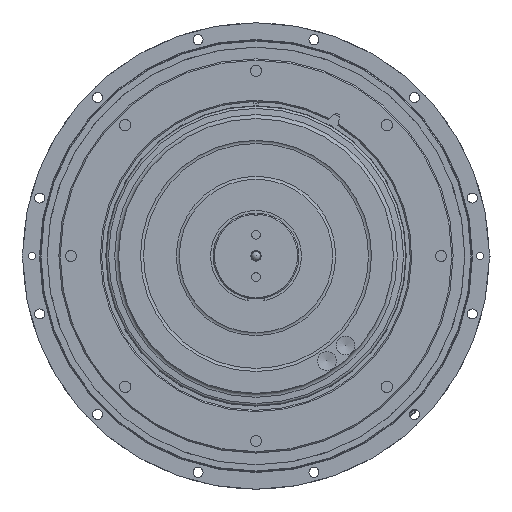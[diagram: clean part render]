
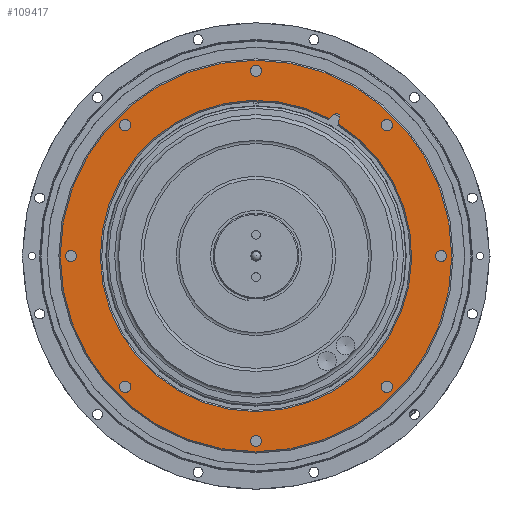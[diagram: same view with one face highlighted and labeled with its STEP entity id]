
A CAD part, top view. The second image highlights one B-rep face of the part: STEP entity #109417.
In plain terms, the highlighted planar face has unit normal (0, 0, 1).
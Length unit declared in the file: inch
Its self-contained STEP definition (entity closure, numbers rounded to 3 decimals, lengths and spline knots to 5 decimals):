
#1849 = EDGE_CURVE ( 'NONE', #56400, #22290, #14177, .T. ) ;
#2909 = FACE_BOUND ( 'NONE', #17976, .T. ) ;
#3532 = FACE_BOUND ( 'NONE', #24588, .T. ) ;
#4057 = AXIS2_PLACEMENT_3D ( 'NONE', #103637, #16447, #55280 ) ;
#4137 = FACE_BOUND ( 'NONE', #36971, .T. ) ;
#4735 = DIRECTION ( 'NONE',  ( 0., 0., -1. ) ) ;
#5166 = DIRECTION ( 'NONE',  ( 0., 0., -1. ) ) ;
#5353 = CARTESIAN_POINT ( 'NONE',  ( 0., -8.625, 5.9378 ) ) ;
#5377 = FACE_BOUND ( 'NONE', #61645, .T. ) ;
#8177 = DIRECTION ( 'NONE',  ( 0., 0., -1. ) ) ;
#9828 = EDGE_CURVE ( 'NONE', #123473, #79094, #86535, .T. ) ;
#9835 = ORIENTED_EDGE ( 'NONE', *, *, #9828, .T. ) ;
#10978 = DIRECTION ( 'NONE',  ( 0., 0., -1. ) ) ;
#11745 = DIRECTION ( 'NONE',  ( 0., 0., -1. ) ) ;
#13646 = PLANE ( 'NONE',  #59807 ) ;
#14177 = CIRCLE ( 'NONE', #4057, 2.89126 ) ;
#15912 = CIRCLE ( 'NONE', #82937, 0.26563 ) ;
#16447 = DIRECTION ( 'NONE',  ( 0., 0., -1. ) ) ;
#17976 = EDGE_LOOP ( 'NONE', ( #29547 ) ) ;
#18258 = DIRECTION ( 'NONE',  ( -1., 0., 0. ) ) ;
#18413 = EDGE_CURVE ( 'NONE', #85010, #85010, #75223, .T. ) ;
#19578 = CARTESIAN_POINT ( 'NONE',  ( -8.625, 0., 5.9378 ) ) ;
#19975 = EDGE_CURVE ( 'NONE', #75498, #75498, #117981, .T. ) ;
#21739 = CARTESIAN_POINT ( 'NONE',  ( 6.0988, -6.0988, 5.9378 ) ) ;
#22290 = VERTEX_POINT ( 'NONE', #114580 ) ;
#22509 = EDGE_CURVE ( 'NONE', #124505, #124505, #115407, .T. ) ;
#23191 = DIRECTION ( 'NONE',  ( 0., 0., -1. ) ) ;
#23214 = ORIENTED_EDGE ( 'NONE', *, *, #36681, .T. ) ;
#23570 = EDGE_CURVE ( 'NONE', #94574, #94574, #109605, .T. ) ;
#24588 = EDGE_LOOP ( 'NONE', ( #125962 ) ) ;
#24958 = DIRECTION ( 'NONE',  ( 0., 0., -1. ) ) ;
#25988 = AXIS2_PLACEMENT_3D ( 'NONE', #92296, #5166, #121609 ) ;
#27813 = EDGE_LOOP ( 'NONE', ( #57685 ) ) ;
#28792 = CARTESIAN_POINT ( 'NONE',  ( 0., 0., 5.9378 ) ) ;
#29547 = ORIENTED_EDGE ( 'NONE', *, *, #112381, .T. ) ;
#30084 = VERTEX_POINT ( 'NONE', #30719 ) ;
#30719 = CARTESIAN_POINT ( 'NONE',  ( -0.26563, -8.625, 5.9378 ) ) ;
#31938 = DIRECTION ( 'NONE',  ( 0., 0., -1. ) ) ;
#33980 = DIRECTION ( 'NONE',  ( -1., 0., 0. ) ) ;
#36552 = AXIS2_PLACEMENT_3D ( 'NONE', #21739, #90423, #51027 ) ;
#36681 = EDGE_CURVE ( 'NONE', #61396, #61396, #83857, .T. ) ;
#36971 = EDGE_LOOP ( 'NONE', ( #23214 ) ) ;
#37737 = DIRECTION ( 'NONE',  ( -1., 0., 0. ) ) ;
#37840 = VERTEX_POINT ( 'NONE', #77197 ) ;
#39866 = CARTESIAN_POINT ( 'NONE',  ( 8.35937, 0., 5.9378 ) ) ;
#41671 = CARTESIAN_POINT ( 'NONE',  ( 3.74223, 6.66245, 5.9378 ) ) ;
#42831 = AXIS2_PLACEMENT_3D ( 'NONE', #104829, #56429, #18258 ) ;
#42985 = FACE_BOUND ( 'NONE', #27813, .T. ) ;
#43643 = EDGE_LOOP ( 'NONE', ( #78409 ) ) ;
#44825 = AXIS2_PLACEMENT_3D ( 'NONE', #19578, #8177, #116918 ) ;
#46149 = CARTESIAN_POINT ( 'NONE',  ( -8.89062, 0., 5.9378 ) ) ;
#47943 = CARTESIAN_POINT ( 'NONE',  ( -6.0988, 6.0988, 5.9378 ) ) ;
#49969 = DIRECTION ( 'NONE',  ( -1., 0., 0. ) ) ;
#51027 = DIRECTION ( 'NONE',  ( -1., 0., 0. ) ) ;
#51096 = ORIENTED_EDGE ( 'NONE', *, *, #18413, .T. ) ;
#52402 = CARTESIAN_POINT ( 'NONE',  ( 0., 8.625, 5.9378 ) ) ;
#52508 = FACE_BOUND ( 'NONE', #123033, .T. ) ;
#52961 = CARTESIAN_POINT ( 'NONE',  ( 5.83317, -6.0988, 5.9378 ) ) ;
#53314 = ORIENTED_EDGE ( 'NONE', *, *, #75552, .T. ) ;
#54063 = CARTESIAN_POINT ( 'NONE',  ( 3.42362, 6.39781, 5.9378 ) ) ;
#55280 = DIRECTION ( 'NONE',  ( -1., 0., 0. ) ) ;
#56400 = VERTEX_POINT ( 'NONE', #106538 ) ;
#56429 = DIRECTION ( 'NONE',  ( 0., 0., 1. ) ) ;
#57383 = DIRECTION ( 'NONE',  ( 0., 0., -1. ) ) ;
#57422 = ORIENTED_EDGE ( 'NONE', *, *, #99382, .T. ) ;
#57485 = VERTEX_POINT ( 'NONE', #46149 ) ;
#57685 = ORIENTED_EDGE ( 'NONE', *, *, #22509, .T. ) ;
#58496 = ORIENTED_EDGE ( 'NONE', *, *, #85159, .T. ) ;
#59807 = AXIS2_PLACEMENT_3D ( 'NONE', #110441, #23191, #62023 ) ;
#61396 = VERTEX_POINT ( 'NONE', #39866 ) ;
#61502 = AXIS2_PLACEMENT_3D ( 'NONE', #121309, #100343, #120061 ) ;
#61645 = EDGE_LOOP ( 'NONE', ( #57422 ) ) ;
#62023 = DIRECTION ( 'NONE',  ( -1., 0., 0. ) ) ;
#62852 = AXIS2_PLACEMENT_3D ( 'NONE', #47943, #57383, #37737 ) ;
#65035 = DIRECTION ( 'NONE',  ( -1., 0., 0. ) ) ;
#65337 = CARTESIAN_POINT ( 'NONE',  ( 0., 0., 5.9378 ) ) ;
#65940 = CARTESIAN_POINT ( 'NONE',  ( -0.26563, 8.625, 5.9378 ) ) ;
#67846 = CIRCLE ( 'NONE', #102336, 0.26563 ) ;
#68322 = AXIS2_PLACEMENT_3D ( 'NONE', #98886, #11745, #49969 ) ;
#69102 = CIRCLE ( 'NONE', #44825, 0.26562 ) ;
#70748 = DIRECTION ( 'NONE',  ( -1., 0., 0. ) ) ;
#72661 = VERTEX_POINT ( 'NONE', #52961 ) ;
#72812 = FACE_BOUND ( 'NONE', #43643, .T. ) ;
#75223 = CIRCLE ( 'NONE', #42831, 9.12375 ) ;
#75403 = CIRCLE ( 'NONE', #107935, 7.6415 ) ;
#75498 = VERTEX_POINT ( 'NONE', #65940 ) ;
#75552 = EDGE_CURVE ( 'NONE', #22290, #123473, #125490, .T. ) ;
#77106 = EDGE_CURVE ( 'NONE', #57485, #57485, #69102, .T. ) ;
#77197 = CARTESIAN_POINT ( 'NONE',  ( -6.36442, -6.0988, 5.9378 ) ) ;
#78409 = ORIENTED_EDGE ( 'NONE', *, *, #19975, .T. ) ;
#79094 = VERTEX_POINT ( 'NONE', #41671 ) ;
#81723 = FACE_OUTER_BOUND ( 'NONE', #95431, .T. ) ;
#82937 = AXIS2_PLACEMENT_3D ( 'NONE', #5353, #4735, #33980 ) ;
#83857 = CIRCLE ( 'NONE', #61502, 0.26563 ) ;
#84417 = EDGE_LOOP ( 'NONE', ( #123823 ) ) ;
#85010 = VERTEX_POINT ( 'NONE', #116202 ) ;
#85159 = EDGE_CURVE ( 'NONE', #37840, #37840, #67846, .T. ) ;
#86535 = CIRCLE ( 'NONE', #68322, 2.89126 ) ;
#90423 = DIRECTION ( 'NONE',  ( 0., 0., -1. ) ) ;
#91257 = FACE_BOUND ( 'NONE', #107061, .T. ) ;
#91920 = EDGE_CURVE ( 'NONE', #79094, #56400, #75403, .T. ) ;
#92296 = CARTESIAN_POINT ( 'NONE',  ( 6.0988, 6.0988, 5.9378 ) ) ;
#92351 = ORIENTED_EDGE ( 'NONE', *, *, #91920, .T. ) ;
#93330 = DIRECTION ( 'NONE',  ( -1., 0., 0. ) ) ;
#94574 = VERTEX_POINT ( 'NONE', #114354 ) ;
#95431 = EDGE_LOOP ( 'NONE', ( #51096 ) ) ;
#95594 = DIRECTION ( 'NONE',  ( -1., 0., 0. ) ) ;
#98886 = CARTESIAN_POINT ( 'NONE',  ( 5.42557, 4.31176, 5.9378 ) ) ;
#99382 = EDGE_CURVE ( 'NONE', #30084, #30084, #15912, .T. ) ;
#100343 = DIRECTION ( 'NONE',  ( 0., 0., -1. ) ) ;
#100807 = ORIENTED_EDGE ( 'NONE', *, *, #1849, .T. ) ;
#102336 = AXIS2_PLACEMENT_3D ( 'NONE', #119133, #31938, #70748 ) ;
#103637 = CARTESIAN_POINT ( 'NONE',  ( 1.02131, 6.85456, 5.9378 ) ) ;
#104829 = CARTESIAN_POINT ( 'NONE',  ( 0., 0., 5.9378 ) ) ;
#106538 = CARTESIAN_POINT ( 'NONE',  ( 3.89874, 6.57209, 5.9378 ) ) ;
#107061 = EDGE_LOOP ( 'NONE', ( #58496 ) ) ;
#107255 = AXIS2_PLACEMENT_3D ( 'NONE', #28792, #10978, #95594 ) ;
#107935 = AXIS2_PLACEMENT_3D ( 'NONE', #65337, #124529, #93330 ) ;
#109417 = ADVANCED_FACE ( 'NONE', ( #52508, #81723, #42985, #4137, #2909, #5377, #91257, #3532, #121202, #72812 ), #13646, .F. ) ;
#109605 = CIRCLE ( 'NONE', #62852, 0.26562 ) ;
#110441 = CARTESIAN_POINT ( 'NONE',  ( 0., 7.19375, 5.9378 ) ) ;
#112381 = EDGE_CURVE ( 'NONE', #72661, #72661, #115750, .T. ) ;
#114354 = CARTESIAN_POINT ( 'NONE',  ( -6.36442, 6.0988, 5.9378 ) ) ;
#114580 = CARTESIAN_POINT ( 'NONE',  ( 3.82885, 6.16385, 5.9378 ) ) ;
#115407 = CIRCLE ( 'NONE', #25988, 0.26562 ) ;
#115750 = CIRCLE ( 'NONE', #36552, 0.26562 ) ;
#116202 = CARTESIAN_POINT ( 'NONE',  ( -9.12375, 0., 5.9378 ) ) ;
#116918 = DIRECTION ( 'NONE',  ( -1., 0., 0. ) ) ;
#117981 = CIRCLE ( 'NONE', #124378, 0.26563 ) ;
#119133 = CARTESIAN_POINT ( 'NONE',  ( -6.0988, -6.0988, 5.9378 ) ) ;
#120061 = DIRECTION ( 'NONE',  ( -1., 0., 0. ) ) ;
#121202 = FACE_BOUND ( 'NONE', #84417, .T. ) ;
#121309 = CARTESIAN_POINT ( 'NONE',  ( 8.625, 0., 5.9378 ) ) ;
#121609 = DIRECTION ( 'NONE',  ( -1., 0., 0. ) ) ;
#123033 = EDGE_LOOP ( 'NONE', ( #53314, #9835, #92351, #100807 ) ) ;
#123473 = VERTEX_POINT ( 'NONE', #54063 ) ;
#123823 = ORIENTED_EDGE ( 'NONE', *, *, #23570, .T. ) ;
#124378 = AXIS2_PLACEMENT_3D ( 'NONE', #52402, #24958, #65035 ) ;
#124505 = VERTEX_POINT ( 'NONE', #125742 ) ;
#124529 = DIRECTION ( 'NONE',  ( 0., 0., -1. ) ) ;
#125490 = CIRCLE ( 'NONE', #107255, 7.25625 ) ;
#125742 = CARTESIAN_POINT ( 'NONE',  ( 5.83317, 6.0988, 5.9378 ) ) ;
#125962 = ORIENTED_EDGE ( 'NONE', *, *, #77106, .T. ) ;
